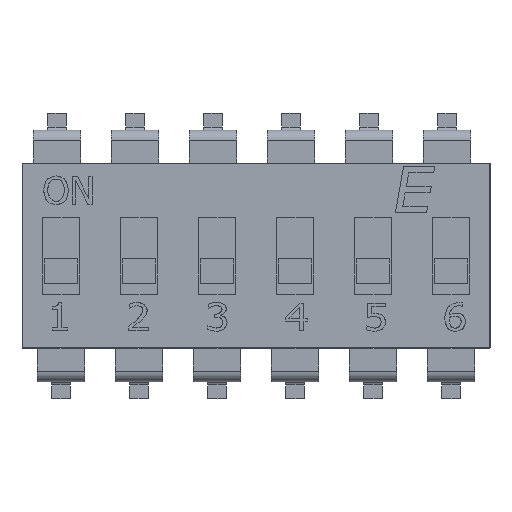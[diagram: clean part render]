
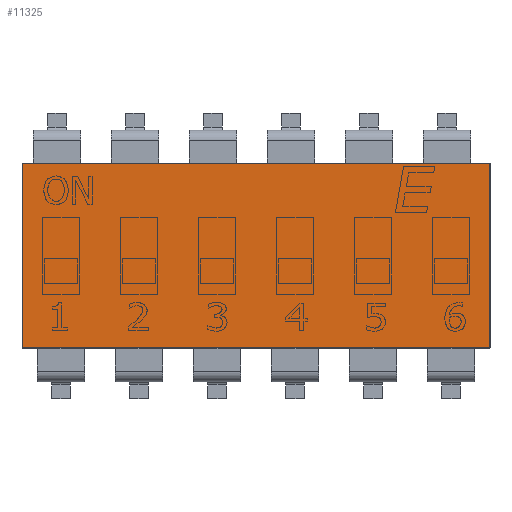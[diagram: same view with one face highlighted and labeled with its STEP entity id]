
A CAD part, top view. The second image highlights one B-rep face of the part: STEP entity #11325.
In plain terms, the highlighted planar face has unit normal (0, 0, 1).
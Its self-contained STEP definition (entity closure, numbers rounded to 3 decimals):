
#11195=CARTESIAN_POINT('',(7.62,3.,0.01));
#11196=VERTEX_POINT('',#11195);
#11197=CARTESIAN_POINT('',(7.62,-3.,0.01));
#11198=VERTEX_POINT('',#11197);
#11199=CARTESIAN_POINT('',(7.62,3.,0.01));
#11200=DIRECTION('',(0.0,-1.0,0.0));
#11201=VECTOR('',#11200,6.);
#11202=LINE('',#11199,#11201);
#11203=EDGE_CURVE('',#11196,#11198,#11202,.T.);
#11235=CARTESIAN_POINT('',(-7.62,-3.,0.01));
#11236=VERTEX_POINT('',#11235);
#11237=CARTESIAN_POINT('',(7.62,-3.,0.01));
#11238=DIRECTION('',(-1.0,0.0,0.0));
#11239=VECTOR('',#11238,15.24);
#11240=LINE('',#11237,#11239);
#11241=EDGE_CURVE('',#11198,#11236,#11240,.T.);
#11266=CARTESIAN_POINT('',(-7.62,3.,0.01));
#11267=VERTEX_POINT('',#11266);
#11268=CARTESIAN_POINT('',(-7.62,-3.,0.01));
#11269=DIRECTION('',(0.0,1.0,0.0));
#11270=VECTOR('',#11269,6.);
#11271=LINE('',#11268,#11270);
#11272=EDGE_CURVE('',#11236,#11267,#11271,.T.);
#11297=CARTESIAN_POINT('',(-7.62,3.,0.01));
#11298=DIRECTION('',(1.0,0.0,0.0));
#11299=VECTOR('',#11298,15.24);
#11300=LINE('',#11297,#11299);
#11301=EDGE_CURVE('',#11267,#11196,#11300,.T.);
#11314=CARTESIAN_POINT('',(0.,0.,0.01));
#11315=DIRECTION('',(0.0,0.0,1.0));
#11316=DIRECTION('',(1.0,0.0,0.0));
#11317=AXIS2_PLACEMENT_3D('',#11314,#11315,#11316);
#11318=PLANE('',#11317);
#11319=ORIENTED_EDGE('',*,*,#11203,.F.);
#11320=ORIENTED_EDGE('',*,*,#11301,.F.);
#11321=ORIENTED_EDGE('',*,*,#11272,.F.);
#11322=ORIENTED_EDGE('',*,*,#11241,.F.);
#11323=EDGE_LOOP('',(#11319,#11320,#11321,#11322));
#11324=FACE_OUTER_BOUND('',#11323,.T.);
#11325=ADVANCED_FACE('',(#11324),#11318,.T.);
